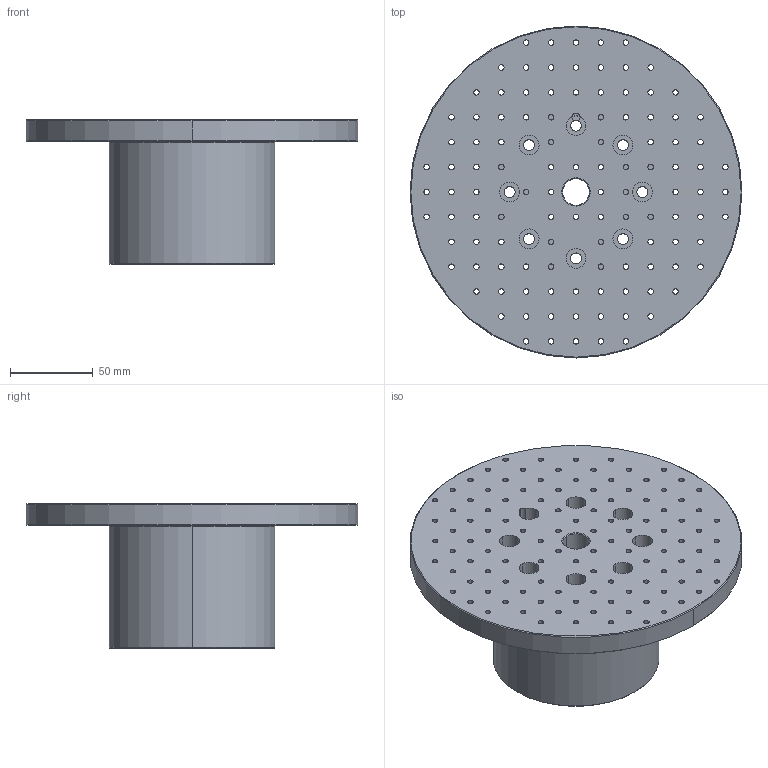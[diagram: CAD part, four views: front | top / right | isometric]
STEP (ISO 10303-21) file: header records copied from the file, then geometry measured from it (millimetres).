
FILE_DESCRIPTION(('FreeCAD Model'),'2;1');
FILE_NAME('Open CASCADE Shape Model','2025-08-19T10:53:23',(''),(''), 'Open CASCADE STEP processor 7.6','FreeCAD','Unknown');
FILE_SCHEMA(('AUTOMOTIVE_DESIGN { 1 0 10303 214 1 1 1 1 }'));
Length unit declared in the file: millimetre
Products named in the file (1): C003
Bounding box: 200 x 200 x 87 mm (x, y, z)
Volume: 371915.1 mm3; surface area: 156388 mm2
Topology: 1 solids, 2 shells, 365 faces, 1005 edges, 652 vertices
Faces by surface type: cylinder 314, cone 30, plane 21
Entity records: 25655 total; most frequent: CARTESIAN_POINT 4621, DIRECTION 4261, ORIENTED_EDGE 1978, PCURVE 1978, DEFINITIONAL_REPRESENTATION 1978, LINE 1701, VECTOR 1701, CIRCLE 1184
